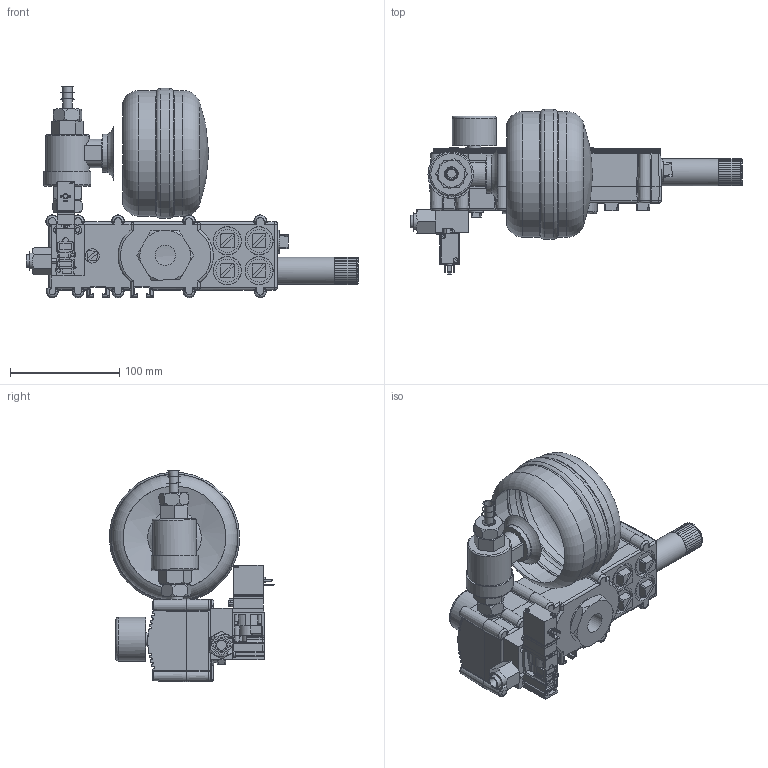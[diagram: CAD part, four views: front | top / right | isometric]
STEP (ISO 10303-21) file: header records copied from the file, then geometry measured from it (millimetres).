
FILE_DESCRIPTION(/* description */ ('','CAx-IF Rec.Pracs.---Representation and Presentation of Product Manufacturing Information (PMI)---4.0---2014-10-13'),/* implementation_level */ '2;1');
FILE_NAME(/* name */ 'cvskn1seraq1.stp',/* time_stamp */ '2020-11-06T13:03:48+01:00',/* author */ ('enginyeria'),/* organization */ (''),/* preprocessor_version */ 'ST-DEVELOPER v17.2',/* originating_system */ 'Autodesk Inventor 2019',/* authorisation */ '');
FILE_SCHEMA (('AP242_MANAGED_MODEL_BASED_3D_ENGINEERING_MIM_LF { 1 0 10303 442 1 1 4 }'));
Length unit declared in the file: millimetre
Products named in the file (1): cvskn1seraq1
Bounding box: 303.34 x 150.83 x 193.22 mm (x, y, z)
Volume: 1412095.4 mm3; surface area: 235562.1 mm2
Topology: 11 solids, 27 shells, 1840 faces, 4726 edges, 3043 vertices
Faces by surface type: plane 1092, cylinder 403, cone 201, bspline 111, torus 26, sphere 7
Full cylindrical faces by diameter (mm): 1.3 x1, 2.1 x2, 2.2 x2, 2.459 x2, 2.7 x2, 3.2 x2, 3.8 x2, 4 x13, 4.25 x3, 4.4 x1, 5 x2, 5.6 x2, 6.2 x1, 7 x1, 7.6 x3, 8 x11, 8.5 x1, 9.263 x1, 9.728 x1, 10 x1, 11.445 x1, 11.579 x1, 12 x3, 12.2 x1, 13 x2, 14.474 x1, 14.66 x6, 18.631 x1, 18.7 x1, 21 x5
Entity records: 75728 total; most frequent: CARTESIAN_POINT 31212, ORIENTED_EDGE 9366, DIRECTION 9151, EDGE_CURVE 4683, AXIS2_PLACEMENT_3D 3218, VERTEX_POINT 3043, LINE 2715, VECTOR 2715
